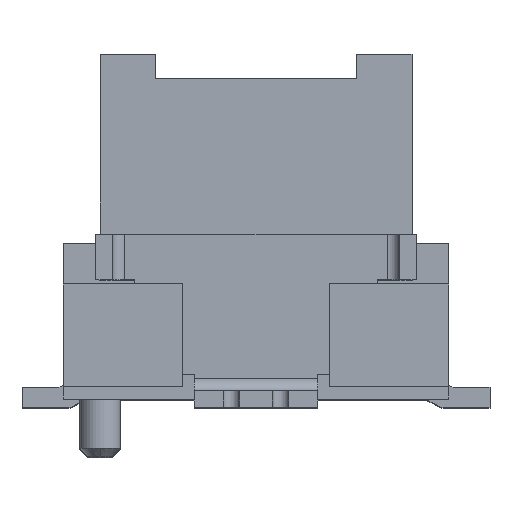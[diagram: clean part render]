
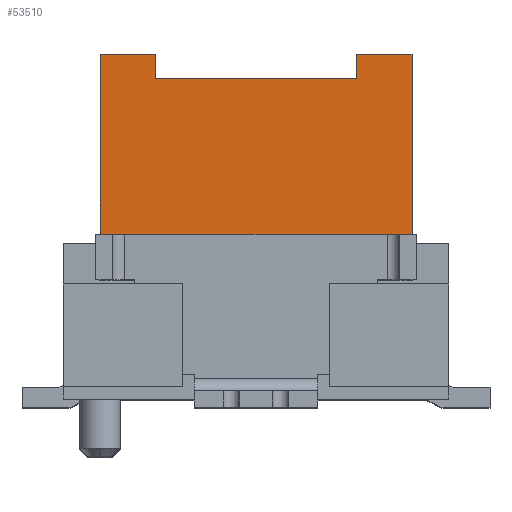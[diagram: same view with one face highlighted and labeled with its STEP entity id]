
A CAD part, top view. The second image highlights one B-rep face of the part: STEP entity #53510.
In plain terms, the highlighted planar face has unit normal (0, 0, 1).
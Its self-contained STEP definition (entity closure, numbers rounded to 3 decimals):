
#52440=CARTESIAN_POINT('',(0.421,4.138,1.125));
#52450=VERTEX_POINT('',#52440);
#52480=CARTESIAN_POINT('',(0.421,-2.,1.125));
#52490=DIRECTION('',(0.,1.,0.));
#52500=VECTOR('',#52490,1.);
#52510=LINE('',#52480,#52500);
#52520=CARTESIAN_POINT('',(0.421,3.838,1.125));
#52530=VERTEX_POINT('',#52520);
#52540=EDGE_CURVE('',#52530,#52450,#52510,.T.);
#52890=CARTESIAN_POINT('',(-2.804,1.78,1.125));
#52900=DIRECTION('',(0.,0.,1.));
#52910=DIRECTION('',(1.,0.,0.));
#52920=AXIS2_PLACEMENT_3D('',#52890,#52900,#52910);
#52930=PLANE('',#52920);
#52940=CARTESIAN_POINT('',(0.,1.838,1.125));
#52950=DIRECTION('',(1.,0.,0.));
#52960=VECTOR('',#52950,1.);
#52970=LINE('',#52940,#52960);
#52980=CARTESIAN_POINT('',(-2.709,1.838,1.125));
#52990=VERTEX_POINT('',#52980);
#53000=CARTESIAN_POINT('',(1.091,1.838,1.125));
#53010=VERTEX_POINT('',#53000);
#53020=EDGE_CURVE('',#52990,#53010,#52970,.T.);
#53030=ORIENTED_EDGE('',*,*,#53020,.T.);
#53040=CARTESIAN_POINT('',(-2.709,1.838,1.125));
#53050=DIRECTION('',(0.,-1.,0.));
#53060=VECTOR('',#53050,1.);
#53070=LINE('',#53040,#53060);
#53080=CARTESIAN_POINT('',(-2.709,4.138,1.125));
#53090=VERTEX_POINT('',#53080);
#53100=EDGE_CURVE('',#53090,#52990,#53070,.T.);
#53110=ORIENTED_EDGE('',*,*,#53100,.T.);
#53120=CARTESIAN_POINT('',(0.,4.138,1.125));
#53130=DIRECTION('',(-1.,0.,0.));
#53140=VECTOR('',#53130,1.);
#53150=LINE('',#53120,#53140);
#53160=CARTESIAN_POINT('',(-2.039,4.138,1.125));
#53170=VERTEX_POINT('',#53160);
#53180=EDGE_CURVE('',#53170,#53090,#53150,.T.);
#53190=ORIENTED_EDGE('',*,*,#53180,.T.);
#53200=CARTESIAN_POINT('',(-2.039,-2.,1.125));
#53210=DIRECTION('',(0.,1.,0.));
#53220=VECTOR('',#53210,1.);
#53230=LINE('',#53200,#53220);
#53240=CARTESIAN_POINT('',(-2.039,3.838,1.125));
#53250=VERTEX_POINT('',#53240);
#53260=EDGE_CURVE('',#53250,#53170,#53230,.T.);
#53270=ORIENTED_EDGE('',*,*,#53260,.T.);
#53280=CARTESIAN_POINT('',(0.,3.838,1.125));
#53290=DIRECTION('',(1.,0.,0.));
#53300=VECTOR('',#53290,1.);
#53310=LINE('',#53280,#53300);
#53320=EDGE_CURVE('',#53250,#52530,#53310,.T.);
#53330=ORIENTED_EDGE('',*,*,#53320,.F.);
#53340=ORIENTED_EDGE('',*,*,#52540,.F.);
#53350=CARTESIAN_POINT('',(0.,4.138,1.125));
#53360=DIRECTION('',(1.,0.,0.));
#53370=VECTOR('',#53360,1.);
#53380=LINE('',#53350,#53370);
#53390=CARTESIAN_POINT('',(1.091,4.138,1.125));
#53400=VERTEX_POINT('',#53390);
#53410=EDGE_CURVE('',#52450,#53400,#53380,.T.);
#53420=ORIENTED_EDGE('',*,*,#53410,.F.);
#53430=CARTESIAN_POINT('',(1.091,-2.,1.125));
#53440=DIRECTION('',(0.,1.,0.));
#53450=VECTOR('',#53440,1.);
#53460=LINE('',#53430,#53450);
#53470=EDGE_CURVE('',#53010,#53400,#53460,.T.);
#53480=ORIENTED_EDGE('',*,*,#53470,.T.);
#53490=EDGE_LOOP('',(#53480,#53420,#53340,#53330,#53270,#53190,#53110,
#53030));
#53500=FACE_OUTER_BOUND('',#53490,.T.);
#53510=ADVANCED_FACE('',(#53500),#52930,.T.);
